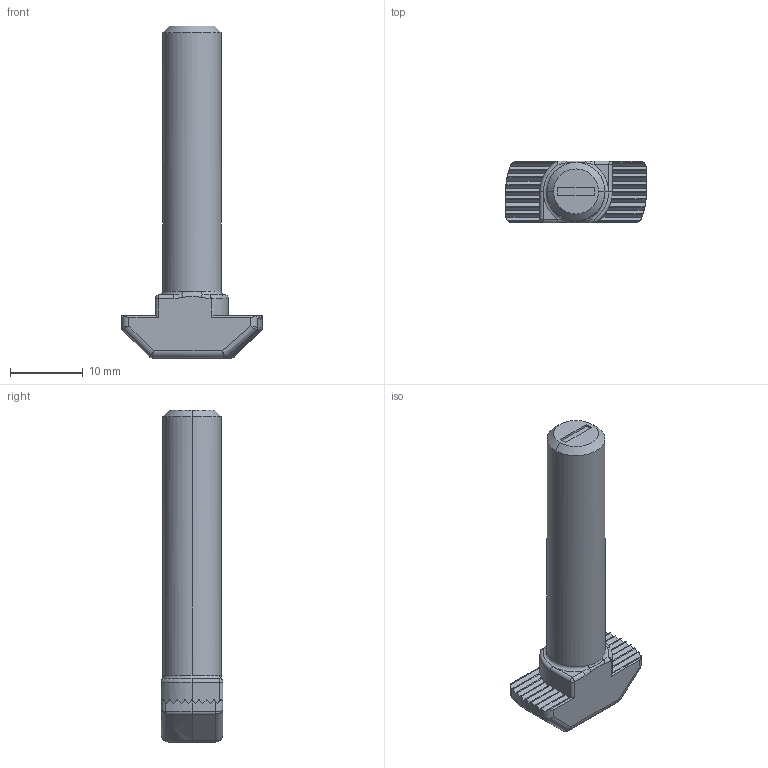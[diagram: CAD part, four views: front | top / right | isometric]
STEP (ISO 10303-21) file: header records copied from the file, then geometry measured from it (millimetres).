
FILE_DESCRIPTION (( 'STEP AP214' ), '1' );
FILE_NAME ('096hk1030m0840.STEP', '2014-08-18T13:50:03', ( '' ), ( '' ), 'SwSTEP 2.0', 'SolidWorks 2014', '' );
FILE_SCHEMA (( 'AUTOMOTIVE_DESIGN' ));
Length unit declared in the file: millimetre
Products named in the file (1): 096hk1030m0840
Bounding box: 19.4 x 8.5 x 45.7 mm (x, y, z)
Volume: 2853.5 mm3; surface area: 1576.2 mm2
Topology: 1 solids, 1 shells, 134 faces, 349 edges, 208 vertices
Faces by surface type: plane 53, cylinder 44, bspline 24, torus 9, cone 4
Entity records: 4698 total; most frequent: CARTESIAN_POINT 1800, ORIENTED_EDGE 678, DIRECTION 512, EDGE_CURVE 339, VERTEX_POINT 208, AXIS2_PLACEMENT_3D 182, LINE 148, VECTOR 148
